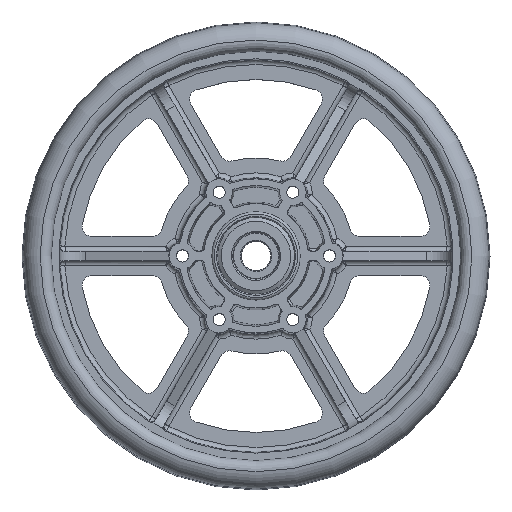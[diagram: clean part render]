
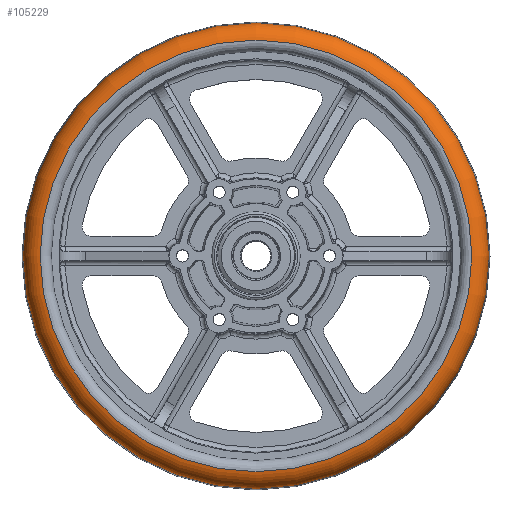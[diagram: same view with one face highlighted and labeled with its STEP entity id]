
A CAD part, top view. The second image highlights one B-rep face of the part: STEP entity #105229.
In plain terms, the highlighted toroidal (fillet/blend) face has major radius 69.072 mm and minor radius 6.35 mm.
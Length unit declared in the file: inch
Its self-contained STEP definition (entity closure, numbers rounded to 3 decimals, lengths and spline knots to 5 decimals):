
#84252=CARTESIAN_POINT('',(2.96928,0.0,1.00654));
#84253=VERTEX_POINT('',#84252);
#84254=CARTESIAN_POINT('',(0.0,0.0,1.00654));
#84255=DIRECTION('',(0.0,0.0,1.0));
#84256=DIRECTION('',(1.0,0.0,0.0));
#84257=AXIS2_PLACEMENT_3D('',#84254,#84255,#84256);
#84258=CIRCLE('',#84257,2.96928);
#84259=EDGE_CURVE('',#84253,#84253,#84258,.F.);
#105194=CARTESIAN_POINT('',(-2.75064,0.0,1.24804));
#105195=VERTEX_POINT('',#105194);
#105196=CARTESIAN_POINT('',(0.0,0.0,1.24804));
#105197=DIRECTION('',(0.0,0.0,-1.0));
#105198=DIRECTION('',(-1.0,0.0,0.0));
#105199=AXIS2_PLACEMENT_3D('',#105196,#105197,#105198);
#105200=CIRCLE('',#105199,2.75064);
#105201=EDGE_CURVE('',#105195,#105195,#105200,.T.);
#105218=CARTESIAN_POINT('',(0.0,0.0,1.0));
#105219=DIRECTION('',(0.0,0.0,-1.0));
#105220=DIRECTION('',(-1.0,0.0,0.0));
#105221=AXIS2_PLACEMENT_3D('',#105218,#105219,#105220);
#105222=TOROIDAL_SURFACE('',#105221,2.71936,0.25);
#105223=ORIENTED_EDGE('',*,*,#105201,.T.);
#105224=EDGE_LOOP('',(#105223));
#105225=FACE_OUTER_BOUND('',#105224,.T.);
#105226=ORIENTED_EDGE('',*,*,#84259,.F.);
#105227=EDGE_LOOP('',(#105226));
#105228=FACE_BOUND('',#105227,.T.);
#105229=ADVANCED_FACE('',(#105225,#105228),#105222,.T.);
